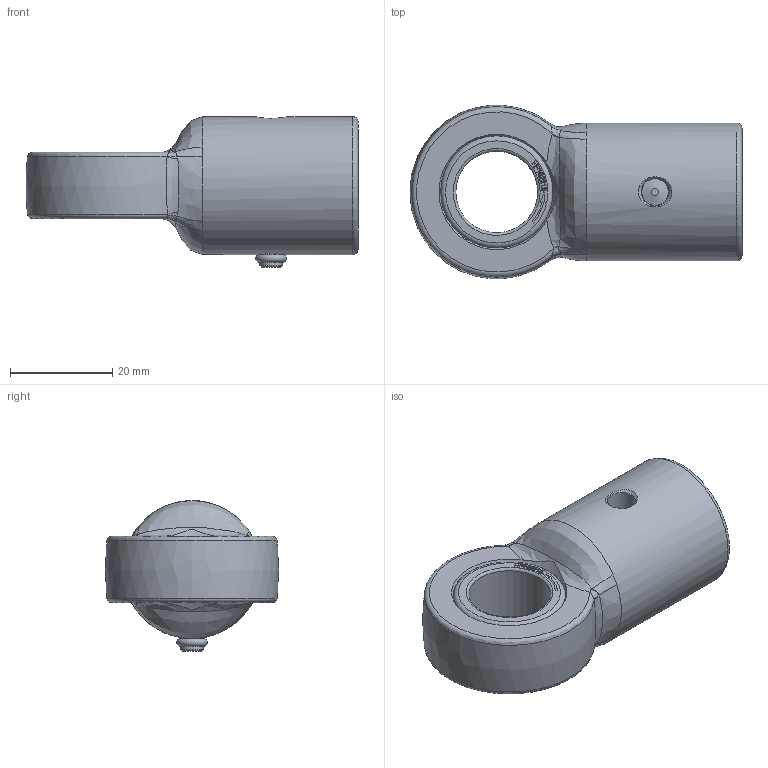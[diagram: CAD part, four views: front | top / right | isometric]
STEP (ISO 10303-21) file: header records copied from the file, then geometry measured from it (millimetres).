
FILE_DESCRIPTION( ( 'Unknown' ), '1' );
FILE_NAME( '785511000-A.stp', 'Unknown', ( 'Unknown' ), ( 'Unknown' ), 'PSStep 15.0.49', 'Unknown', ' ' );
FILE_SCHEMA( ( 'AUTOMOTIVE_DESIGN { 1 0 10303 214 1 1 1 1 }' ) );
Length unit declared in the file: millimetre
Products named in the file (5): Assem1; 0006963; 0006879; 0006880; 0006964
Assembly tree (4 placements, depth 2):
  Assem1
    0006963
    0006879
    0006880
    0006964
Bounding box: 64.96 x 33.87 x 29.5 mm (x, y, z)
Volume: 22392.5 mm3; surface area: 9779.6 mm2
Topology: 4 solids, 4 shells, 143 faces, 375 edges, 245 vertices
Faces by surface type: plane 70, bspline 24, cylinder 15, extrusion 15, cone 10, torus 9
Full cylindrical faces by diameter (mm): 3.5 x1, 4.4 x2, 4.5 x1, 5.2 x1, 5.5 x2, 16 x2, 22 x2, 27 x1
Entity records: 11815 total; most frequent: CARTESIAN_POINT 7734, ORIENTED_EDGE 656, DIRECTION 396, EDGE_CURVE 328, VERTEX_POINT 232, B_SPLINE_CURVE_WITH_KNOTS 222, EDGE_LOOP 188, FACE_OUTER_BOUND 161
